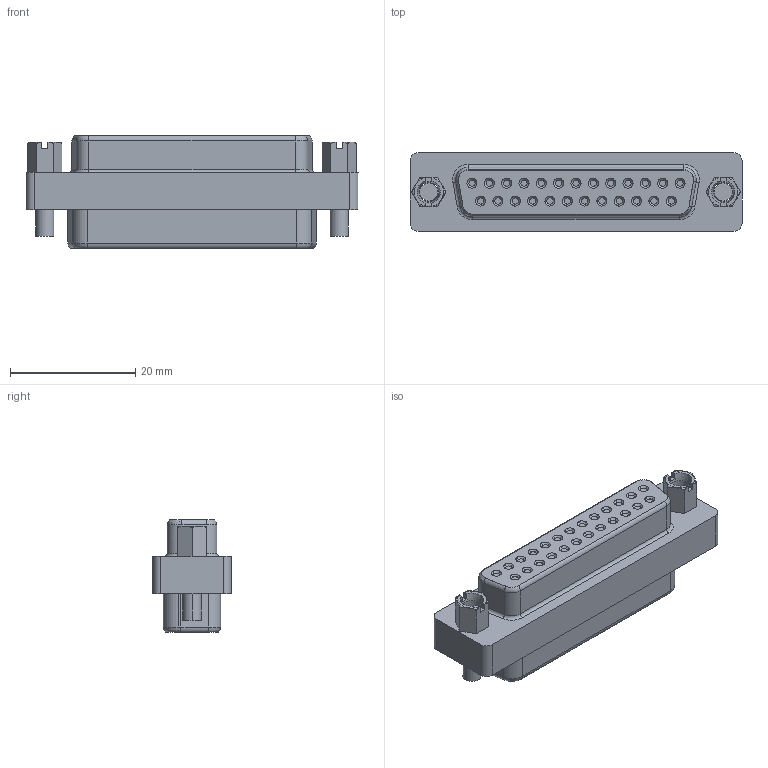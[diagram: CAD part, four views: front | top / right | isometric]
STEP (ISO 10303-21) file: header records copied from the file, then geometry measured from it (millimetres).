
FILE_DESCRIPTION(('CATIA V5 STEP Exchange','CAx-IF Rec.Pracs.--- Model Styling and Organization---1.4--- 2014-01-23'),'2;1');
FILE_NAME ('13510123_3', '2019-10-17T14:24:15+00:00', ('none'), ('Weidmueller'), 'CATIA Version 5-6 Release 2016 SP3 HF44', 'CATIA V5 STEP AP214', 'none');
FILE_SCHEMA(('AUTOMOTIVE_DESIGN { 1 0 10303 214 1 1 1 1 }'));
Products named in the file (1): 1450890000
Bounding box: 53.05 x 12.55 x 17.9 mm (x, y, z)
Volume: 6013.8 mm3; surface area: 7904.9 mm2
Topology: 31 solids, 57 shells, 1718 faces, 4473 edges, 2819 vertices
Faces by surface type: cylinder 694, cone 454, plane 430, bspline 103, torus 29, extrusion 8
Entity records: 60024 total; most frequent: CARTESIAN_POINT 23205, ORIENTED_EDGE 8946, DIRECTION 5374, EDGE_CURVE 4473, VERTEX_POINT 2819, AXIS2_PLACEMENT_3D 2622, EDGE_LOOP 1828, B_SPLINE_CURVE_WITH_KNOTS 1804
